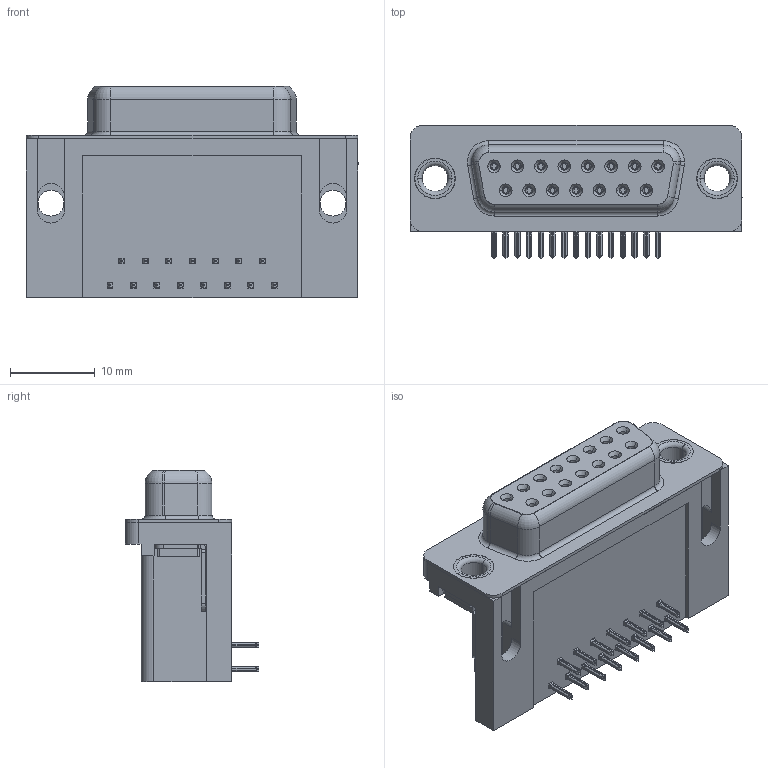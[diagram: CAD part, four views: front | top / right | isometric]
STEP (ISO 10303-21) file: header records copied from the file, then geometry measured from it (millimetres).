
FILE_DESCRIPTION (( 'STEP AP203' ), '1' );
FILE_NAME ('626-015-262-010.STEP', '2018-11-07T00:09:31', ( '' ), ( '' ), 'SwSTEP 2.0', 'SolidWorks 2016', '' );
FILE_SCHEMA (( 'CONFIG_CONTROL_DESIGN' ));
Length unit declared in the file: millimetre
Products named in the file (7): 626 Thru Hole Rivet; 626-015-262-010; 626 Housing_15 Socket; 626 Shell_15 Socket; 626 Contact Bottom; 626 Contact Top; 626 Thru Hole Board Mount
Assembly tree (21 placements, depth 2):
  626-015-262-010
    626 Housing_15 Socket
    626 Shell_15 Socket
    626 Contact Bottom  x7
    626 Contact Top  x8
    626 Thru Hole Board Mount  x2
    626 Thru Hole Rivet  x2
Bounding box: 39.22 x 15.73 x 24.96 mm (x, y, z)
Volume: 7230.6 mm3; surface area: 7993.4 mm2
Topology: 21 solids, 21 shells, 2385 faces, 6252 edges, 3924 vertices
Faces by surface type: plane 1072, cylinder 587, bspline 512, cone 180, torus 34
Entity records: 24184 total; most frequent: CARTESIAN_POINT 7126, ORIENTED_EDGE 3420, DIRECTION 3090, EDGE_CURVE 1710, VERTEX_POINT 1088, VECTOR 1072, LINE 1072, AXIS2_PLACEMENT_3D 1009
